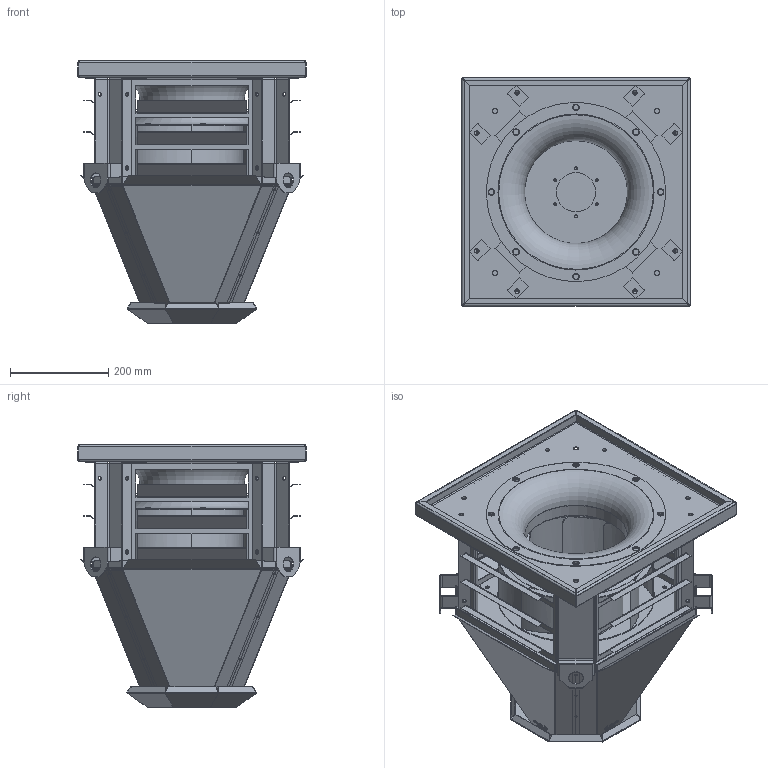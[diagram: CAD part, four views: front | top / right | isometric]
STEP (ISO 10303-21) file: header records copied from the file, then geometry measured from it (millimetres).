
FILE_DESCRIPTION(('STEP AP203'), '1');
FILE_NAME('ﾂﾊﾐ 3.15', '', ('UNSPECIFIED'), ('UNSPECIFIED'), 'ASCON STEP Converter 1.3', 'ASCON Math Kernel', '');
FILE_SCHEMA(('CONFIG_CONTROL_DESIGN'));
Length unit declared in the file: millimetre
Products named in the file (1): ﾂﾊﾐ 3.15
Bounding box: 465 x 465 x 535.17 mm (x, y, z)
Volume: 2414067.4 mm3; surface area: 3376976.2 mm2
Topology: 7 solids, 10 shells, 2469 faces, 6096 edges, 3543 vertices
Faces by surface type: plane 1673, cylinder 760, bspline 32, torus 4
Full cylindrical faces by diameter (mm): 5 x20, 5.856 x6, 8.5 x40, 9.3 x72, 10 x4, 11.3 x32, 13.3 x8, 30 x4, 79.946 x1, 96 x2, 209.2 x1, 212 x1, 318 x1, 319.428 x2, 365 x1
Entity records: 92275 total; most frequent: CARTESIAN_POINT 13906, DIRECTION 12131, ORIENTED_EDGE 11778, EDGE_CURVE 5889, AXIS2_PLACEMENT_3D 4060, LINE 4011, VECTOR 4011, VERTEX_POINT 3539
